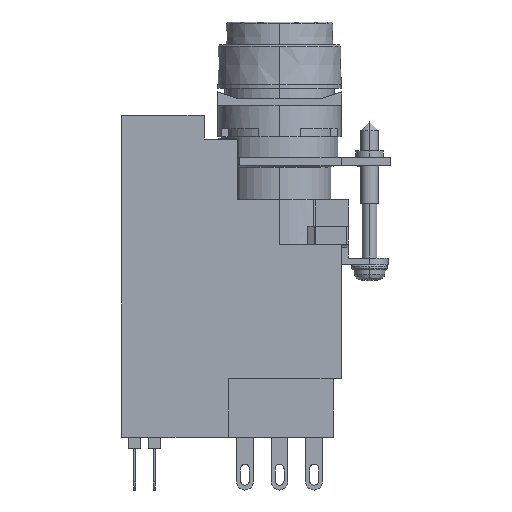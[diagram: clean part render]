
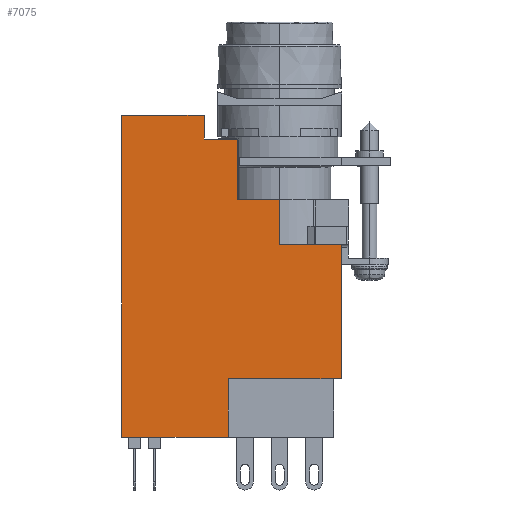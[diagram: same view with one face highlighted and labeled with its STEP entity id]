
A CAD part, left-side view. The second image highlights one B-rep face of the part: STEP entity #7075.
In plain terms, the highlighted planar face has unit normal (-1, 0, 0).
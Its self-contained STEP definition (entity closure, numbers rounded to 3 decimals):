
#47 = CARTESIAN_POINT ( 'NONE',  ( -8.9, -8.9, 0. ) ) ;
#59 = CARTESIAN_POINT ( 'NONE',  ( -8.9, 22.8, 46.5 ) ) ;
#103 = VECTOR ( 'NONE', #9113, 1000. ) ;
#155 = EDGE_CURVE ( 'NONE', #1030, #7768, #362, .T. ) ;
#343 = ORIENTED_EDGE ( 'NONE', *, *, #1743, .T. ) ;
#362 = LINE ( 'NONE', #4730, #103 ) ;
#447 = LINE ( 'NONE', #4816, #5240 ) ;
#502 = VECTOR ( 'NONE', #13861, 1000. ) ;
#618 = LINE ( 'NONE', #4978, #12825 ) ;
#734 = LINE ( 'NONE', #5102, #7208 ) ;
#783 = ORIENTED_EDGE ( 'NONE', *, *, #155, .T. ) ;
#880 = VECTOR ( 'NONE', #12531, 1000. ) ;
#897 = DIRECTION ( 'NONE',  ( 0., 1., 0. ) ) ;
#993 = CARTESIAN_POINT ( 'NONE',  ( -8.9, 0., 34.3 ) ) ;
#1030 = VERTEX_POINT ( 'NONE', #3064 ) ;
#1185 = ORIENTED_EDGE ( 'NONE', *, *, #14153, .T. ) ;
#1577 = ORIENTED_EDGE ( 'NONE', *, *, #8313, .T. ) ;
#1587 = DIRECTION ( 'NONE',  ( 0., 0., -1. ) ) ;
#1596 = CARTESIAN_POINT ( 'NONE',  ( -8.9, 7.4, 8.5 ) ) ;
#1646 = LINE ( 'NONE', #6016, #6762 ) ;
#1743 = EDGE_CURVE ( 'NONE', #9170, #13692, #7046, .T. ) ;
#1994 = CARTESIAN_POINT ( 'NONE',  ( -8.9, 7.4, 0. ) ) ;
#2163 = ORIENTED_EDGE ( 'NONE', *, *, #5476, .T. ) ;
#2165 = DIRECTION ( 'NONE',  ( 0., 1., 0. ) ) ;
#2169 = DIRECTION ( 'NONE',  ( 0., 1., 0. ) ) ;
#2242 = EDGE_CURVE ( 'NONE', #13692, #9091, #5088, .T. ) ;
#2878 = CARTESIAN_POINT ( 'NONE',  ( -8.9, 6., 43.1 ) ) ;
#3064 = CARTESIAN_POINT ( 'NONE',  ( -8.9, 6., 34.3 ) ) ;
#3524 = VERTEX_POINT ( 'NONE', #1596 ) ;
#3707 = CARTESIAN_POINT ( 'NONE',  ( -8.9, 6.95, 46.5 ) ) ;
#3761 = LINE ( 'NONE', #8147, #880 ) ;
#4238 = EDGE_CURVE ( 'NONE', #8770, #12808, #3761, .T. ) ;
#4291 = VERTEX_POINT ( 'NONE', #11597 ) ;
#4411 = VECTOR ( 'NONE', #1587, 1000. ) ;
#4412 = DIRECTION ( 'NONE',  ( -1., 0., 0. ) ) ;
#4634 = EDGE_CURVE ( 'NONE', #6413, #10503, #447, .T. ) ;
#4665 = VECTOR ( 'NONE', #8092, 1000. ) ;
#4730 = CARTESIAN_POINT ( 'NONE',  ( -8.9, 6., 23.25 ) ) ;
#4816 = CARTESIAN_POINT ( 'NONE',  ( -8.9, 0., 23.25 ) ) ;
#4978 = CARTESIAN_POINT ( 'NONE',  ( -8.9, 6.95, 8.5 ) ) ;
#5088 = LINE ( 'NONE', #9476, #502 ) ;
#5102 = CARTESIAN_POINT ( 'NONE',  ( -8.9, 10.9, 23.25 ) ) ;
#5178 = ORIENTED_EDGE ( 'NONE', *, *, #4238, .T. ) ;
#5240 = VECTOR ( 'NONE', #9205, 1000. ) ;
#5289 = VECTOR ( 'NONE', #2169, 1000. ) ;
#5476 = EDGE_CURVE ( 'NONE', #3524, #8770, #618, .T. ) ;
#5487 = FACE_OUTER_BOUND ( 'NONE', #13133, .T. ) ;
#5565 = VERTEX_POINT ( 'NONE', #10665 ) ;
#6016 = CARTESIAN_POINT ( 'NONE',  ( -8.9, 7.4, 23.25 ) ) ;
#6352 = LINE ( 'NONE', #10728, #12275 ) ;
#6413 = VERTEX_POINT ( 'NONE', #8097 ) ;
#6762 = VECTOR ( 'NONE', #10408, 1000. ) ;
#7046 = LINE ( 'NONE', #11427, #4411 ) ;
#7075 = ADVANCED_FACE ( 'NONE', ( #5487 ), #9874, .T. ) ;
#7208 = VECTOR ( 'NONE', #9487, 1000. ) ;
#7620 = LINE ( 'NONE', #12005, #7677 ) ;
#7623 = LINE ( 'NONE', #12008, #5289 ) ;
#7677 = VECTOR ( 'NONE', #2165, 1000. ) ;
#7768 = VERTEX_POINT ( 'NONE', #2878 ) ;
#7931 = CARTESIAN_POINT ( 'NONE',  ( -8.9, -8.9, 27.8 ) ) ;
#8092 = DIRECTION ( 'NONE',  ( 0., 1., 0. ) ) ;
#8097 = CARTESIAN_POINT ( 'NONE',  ( -8.9, 0., 27.8 ) ) ;
#8147 = CARTESIAN_POINT ( 'NONE',  ( -8.9, -8.9, 18.2 ) ) ;
#8270 = ORIENTED_EDGE ( 'NONE', *, *, #2242, .T. ) ;
#8313 = EDGE_CURVE ( 'NONE', #10503, #1030, #7623, .T. ) ;
#8770 = VERTEX_POINT ( 'NONE', #13136 ) ;
#8804 = DIRECTION ( 'NONE',  ( 0., 0., 1. ) ) ;
#8911 = ORIENTED_EDGE ( 'NONE', *, *, #12142, .T. ) ;
#9091 = VERTEX_POINT ( 'NONE', #1994 ) ;
#9113 = DIRECTION ( 'NONE',  ( 0., 0., 1. ) ) ;
#9170 = VERTEX_POINT ( 'NONE', #59 ) ;
#9205 = DIRECTION ( 'NONE',  ( 0., 0., 1. ) ) ;
#9365 = DIRECTION ( 'NONE',  ( 0., -1., 0. ) ) ;
#9476 = CARTESIAN_POINT ( 'NONE',  ( -8.9, 6.95, 0. ) ) ;
#9487 = DIRECTION ( 'NONE',  ( 0., 0., 1. ) ) ;
#9874 = PLANE ( 'NONE',  #11721 ) ;
#10225 = ORIENTED_EDGE ( 'NONE', *, *, #4634, .T. ) ;
#10408 = DIRECTION ( 'NONE',  ( 0., 0., 1. ) ) ;
#10503 = VERTEX_POINT ( 'NONE', #993 ) ;
#10665 = CARTESIAN_POINT ( 'NONE',  ( -8.9, 10.9, 46.5 ) ) ;
#10682 = CARTESIAN_POINT ( 'NONE',  ( -8.9, 22.8, 0. ) ) ;
#10728 = CARTESIAN_POINT ( 'NONE',  ( -8.9, 6.95, 27.8 ) ) ;
#11409 = EDGE_CURVE ( 'NONE', #5565, #9170, #13548, .T. ) ;
#11427 = CARTESIAN_POINT ( 'NONE',  ( -8.9, 22.8, 23.25 ) ) ;
#11597 = CARTESIAN_POINT ( 'NONE',  ( -8.9, 10.9, 43.1 ) ) ;
#11721 = AXIS2_PLACEMENT_3D ( 'NONE', #47, #4412, #8804 ) ;
#11789 = EDGE_CURVE ( 'NONE', #4291, #5565, #734, .T. ) ;
#11904 = EDGE_CURVE ( 'NONE', #7768, #4291, #7620, .T. ) ;
#12005 = CARTESIAN_POINT ( 'NONE',  ( -8.9, 6.95, 43.1 ) ) ;
#12008 = CARTESIAN_POINT ( 'NONE',  ( -8.9, 6.95, 34.3 ) ) ;
#12073 = ORIENTED_EDGE ( 'NONE', *, *, #11409, .T. ) ;
#12142 = EDGE_CURVE ( 'NONE', #9091, #3524, #1646, .T. ) ;
#12275 = VECTOR ( 'NONE', #897, 1000. ) ;
#12531 = DIRECTION ( 'NONE',  ( 0., 0., 1. ) ) ;
#12808 = VERTEX_POINT ( 'NONE', #7931 ) ;
#12825 = VECTOR ( 'NONE', #9365, 1000. ) ;
#13133 = EDGE_LOOP ( 'NONE', ( #343, #8270, #8911, #2163, #5178, #1185, #10225, #1577, #783, #13837, #14141, #12073 ) ) ;
#13136 = CARTESIAN_POINT ( 'NONE',  ( -8.9, -8.9, 8.5 ) ) ;
#13548 = LINE ( 'NONE', #3707, #4665 ) ;
#13692 = VERTEX_POINT ( 'NONE', #10682 ) ;
#13837 = ORIENTED_EDGE ( 'NONE', *, *, #11904, .T. ) ;
#13861 = DIRECTION ( 'NONE',  ( 0., -1., 0. ) ) ;
#14141 = ORIENTED_EDGE ( 'NONE', *, *, #11789, .T. ) ;
#14153 = EDGE_CURVE ( 'NONE', #12808, #6413, #6352, .T. ) ;
